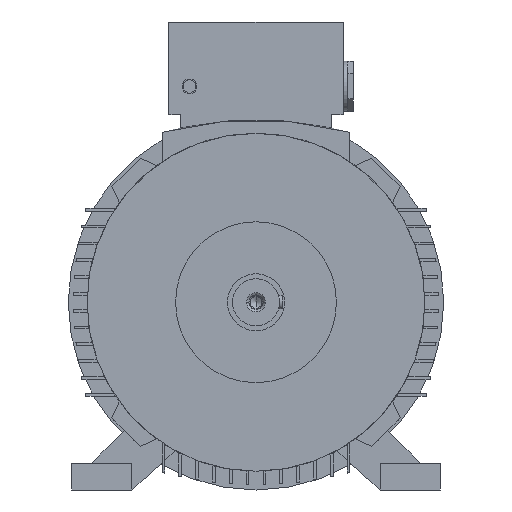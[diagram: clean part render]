
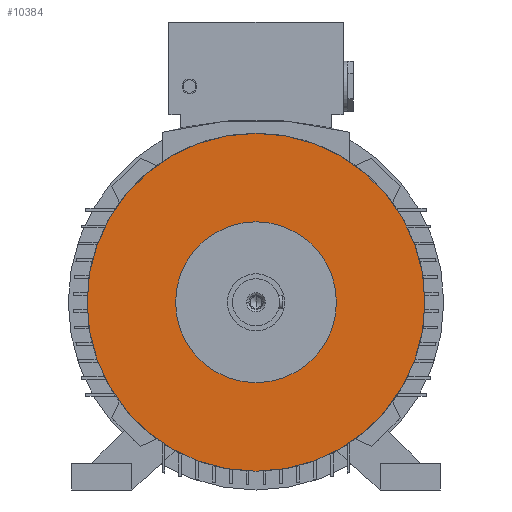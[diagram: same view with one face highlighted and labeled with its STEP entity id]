
A CAD part, front view. The second image highlights one B-rep face of the part: STEP entity #10384.
In plain terms, the highlighted planar face has unit normal (0, -1, 0).
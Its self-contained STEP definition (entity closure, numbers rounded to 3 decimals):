
#422 = EDGE_LOOP ( 'NONE', ( #8979, #8978 ) ) ;
#443 = EDGE_LOOP ( 'NONE', ( #8977, #8976 ) ) ;
#1890 = DIRECTION ( 'NONE',  ( 0., 0., 1. ) ) ;
#1891 = DIRECTION ( 'NONE',  ( 0., 1., 0. ) ) ;
#1895 = CARTESIAN_POINT ( 'NONE',  ( 0., 44.833, 0. ) ) ;
#2206 = EDGE_CURVE ( 'NONE', #8832, #8831, #10557, .T. ) ;
#2453 = EDGE_CURVE ( 'NONE', #8648, #8645, #10985, .T. ) ;
#3936 = EDGE_CURVE ( 'NONE', #8645, #8648, #9993, .T. ) ;
#4006 = EDGE_CURVE ( 'NONE', #8831, #8832, #10097, .T. ) ;
#4145 = AXIS2_PLACEMENT_3D ( 'NONE', #1895, #1891, #1890 ) ;
#4211 = AXIS2_PLACEMENT_3D ( 'NONE', #7453, #7463, #7464 ) ;
#4294 = AXIS2_PLACEMENT_3D ( 'NONE', #8239, #8241, #8242 ) ;
#4329 = AXIS2_PLACEMENT_3D ( 'NONE', #8407, #8414, #8415 ) ;
#4621 = AXIS2_PLACEMENT_3D ( 'NONE', #6754, #6757, #6758 ) ;
#5558 = CARTESIAN_POINT ( 'NONE',  ( 0., 44.833, 252. ) ) ;
#5561 = CARTESIAN_POINT ( 'NONE',  ( 0., 44.833, -252. ) ) ;
#5744 = CARTESIAN_POINT ( 'NONE',  ( 0., 44.833, 120. ) ) ;
#5745 = CARTESIAN_POINT ( 'NONE',  ( 0., 44.833, -120. ) ) ;
#6754 = CARTESIAN_POINT ( 'NONE',  ( 186., 44.833, 0. ) ) ;
#6755 = PLANE ( 'NONE',  #4621 ) ;
#6757 = DIRECTION ( 'NONE',  ( 0., -1., 0. ) ) ;
#6758 = DIRECTION ( 'NONE',  ( 0., 0., -1. ) ) ;
#7258 = FACE_OUTER_BOUND ( 'NONE', #422, .T. ) ;
#7266 = FACE_BOUND ( 'NONE', #443, .T. ) ;
#7453 = CARTESIAN_POINT ( 'NONE',  ( 0., 44.833, 0. ) ) ;
#7463 = DIRECTION ( 'NONE',  ( 0., 1., 0. ) ) ;
#7464 = DIRECTION ( 'NONE',  ( 0., 0., 1. ) ) ;
#8239 = CARTESIAN_POINT ( 'NONE',  ( 0., 44.833, 0. ) ) ;
#8241 = DIRECTION ( 'NONE',  ( 0., 1., 0. ) ) ;
#8242 = DIRECTION ( 'NONE',  ( 0., 0., 1. ) ) ;
#8407 = CARTESIAN_POINT ( 'NONE',  ( 0., 44.833, 0. ) ) ;
#8414 = DIRECTION ( 'NONE',  ( 0., 1., 0. ) ) ;
#8415 = DIRECTION ( 'NONE',  ( 0., 0., 1. ) ) ;
#8645 = VERTEX_POINT ( 'NONE', #5558 ) ;
#8648 = VERTEX_POINT ( 'NONE', #5561 ) ;
#8831 = VERTEX_POINT ( 'NONE', #5744 ) ;
#8832 = VERTEX_POINT ( 'NONE', #5745 ) ;
#8976 = ORIENTED_EDGE ( 'NONE', *, *, #2206, .T. ) ;
#8977 = ORIENTED_EDGE ( 'NONE', *, *, #4006, .T. ) ;
#8978 = ORIENTED_EDGE ( 'NONE', *, *, #2453, .F. ) ;
#8979 = ORIENTED_EDGE ( 'NONE', *, *, #3936, .F. ) ;
#9993 = CIRCLE ( 'NONE', #4294, 252. ) ;
#10097 = CIRCLE ( 'NONE', #4329, 120. ) ;
#10384 = ADVANCED_FACE ( 'NONE', ( #7258, #7266 ), #6755, .T. ) ;
#10557 = CIRCLE ( 'NONE', #4145, 120. ) ;
#10985 = CIRCLE ( 'NONE', #4211, 252. ) ;
